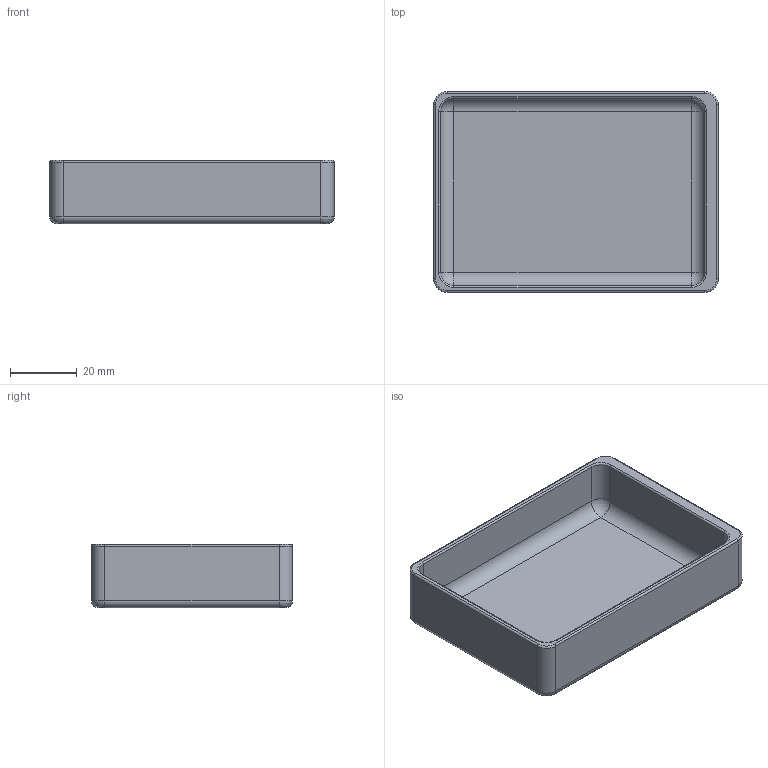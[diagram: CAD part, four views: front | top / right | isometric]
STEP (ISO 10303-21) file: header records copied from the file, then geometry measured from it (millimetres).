
FILE_DESCRIPTION(/* description */ (''),/* implementation_level */ '2;1');
FILE_NAME(/* name */ 'brush_pan.step',/* time_stamp */ '2024-10-14T20:24:04-04:00',/* author */ (''),/* organization */ (''),/* preprocessor_version */ 'ST-DEVELOPER v20',/* originating_system */ 'Autodesk Translation Framework v13.20.0.188',/* authorisation */ '');
FILE_SCHEMA (('AUTOMOTIVE_DESIGN { 1 0 10303 214 3 1 1 }'));
Length unit declared in the file: millimetre
Products named in the file (1): (Unsaved)
Bounding box: 85 x 60 x 18.9 mm (x, y, z)
Volume: 21894.2 mm3; surface area: 19354.3 mm2
Topology: 1 solids, 1 shells, 57 faces, 117 edges, 66 vertices
Faces by surface type: cylinder 27, plane 14, torus 8, bspline 4, sphere 4
Full cylindrical faces by diameter (mm): 6.2 x3
Entity records: 1538 total; most frequent: DIRECTION 291, CARTESIAN_POINT 273, ORIENTED_EDGE 234, AXIS2_PLACEMENT_3D 120, EDGE_CURVE 117, CIRCLE 66, VERTEX_POINT 66, EDGE_LOOP 61
